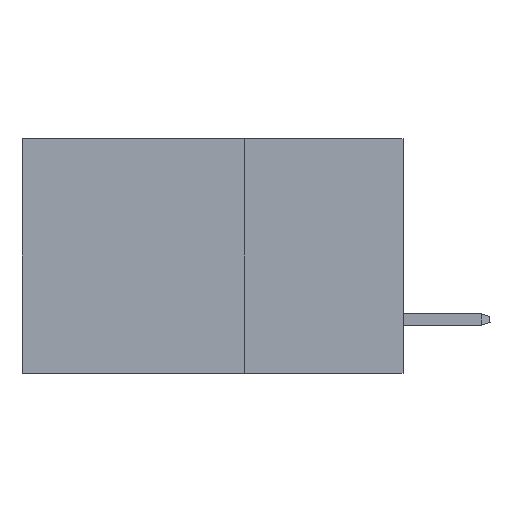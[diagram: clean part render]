
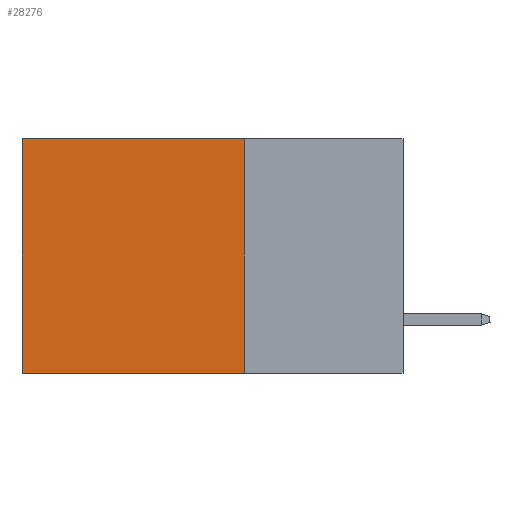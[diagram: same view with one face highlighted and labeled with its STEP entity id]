
A CAD part, left-side view. The second image highlights one B-rep face of the part: STEP entity #28276.
In plain terms, the highlighted planar face has unit normal (-1, 0, 0).
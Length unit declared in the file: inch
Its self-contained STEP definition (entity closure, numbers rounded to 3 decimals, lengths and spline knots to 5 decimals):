
#260 = DIRECTION ( 'NONE',  ( 0., 0., -1. ) ) ;
#803 = LINE ( 'NONE', #23938, #5138 ) ;
#1741 = DIRECTION ( 'NONE',  ( 1., 0., 0. ) ) ;
#1983 = VERTEX_POINT ( 'NONE', #31704 ) ;
#2115 = ORIENTED_EDGE ( 'NONE', *, *, #29139, .F. ) ;
#2657 = DIRECTION ( 'NONE',  ( 0., 1., 0. ) ) ;
#2763 = ORIENTED_EDGE ( 'NONE', *, *, #11809, .T. ) ;
#3375 = EDGE_CURVE ( 'NONE', #36297, #12664, #803, .T. ) ;
#3692 = DIRECTION ( 'NONE',  ( 0., 1., 0. ) ) ;
#4514 = PLANE ( 'NONE',  #29096 ) ;
#5138 = VECTOR ( 'NONE', #11867, 39.37008 ) ;
#7054 = VECTOR ( 'NONE', #2657, 39.37008 ) ;
#8196 = LINE ( 'NONE', #16168, #7054 ) ;
#9046 = ORIENTED_EDGE ( 'NONE', *, *, #3375, .F. ) ;
#9873 = DIRECTION ( 'NONE',  ( 0., 0., -1. ) ) ;
#11663 = EDGE_CURVE ( 'NONE', #36297, #30414, #8196, .T. ) ;
#11809 = EDGE_CURVE ( 'NONE', #30414, #1983, #26872, .T. ) ;
#11867 = DIRECTION ( 'NONE',  ( 0., 0., -1. ) ) ;
#12000 = CARTESIAN_POINT ( 'NONE',  ( 0.2875, 0.25, -0.37 ) ) ;
#12360 = CARTESIAN_POINT ( 'NONE',  ( 0.2875, 0.6, 0. ) ) ;
#12664 = VERTEX_POINT ( 'NONE', #26605 ) ;
#16168 = CARTESIAN_POINT ( 'NONE',  ( 0.2875, 0.25, 0. ) ) ;
#19869 = CARTESIAN_POINT ( 'NONE',  ( 0.2875, 0.6, 0. ) ) ;
#20920 = LINE ( 'NONE', #12000, #32684 ) ;
#23938 = CARTESIAN_POINT ( 'NONE',  ( 0.2875, 0.25, 0. ) ) ;
#24915 = ORIENTED_EDGE ( 'NONE', *, *, #11663, .T. ) ;
#26605 = CARTESIAN_POINT ( 'NONE',  ( 0.2875, 0.25, -0.37 ) ) ;
#26780 = FACE_OUTER_BOUND ( 'NONE', #29212, .T. ) ;
#26872 = LINE ( 'NONE', #19869, #28959 ) ;
#27138 = CARTESIAN_POINT ( 'NONE',  ( 0.2875, 0.25, 0. ) ) ;
#28276 = ADVANCED_FACE ( 'NONE', ( #26780 ), #4514, .F. ) ;
#28959 = VECTOR ( 'NONE', #260, 39.37008 ) ;
#29096 = AXIS2_PLACEMENT_3D ( 'NONE', #27138, #1741, #9873 ) ;
#29139 = EDGE_CURVE ( 'NONE', #12664, #1983, #20920, .T. ) ;
#29212 = EDGE_LOOP ( 'NONE', ( #2763, #2115, #9046, #24915 ) ) ;
#30414 = VERTEX_POINT ( 'NONE', #12360 ) ;
#31704 = CARTESIAN_POINT ( 'NONE',  ( 0.2875, 0.6, -0.37 ) ) ;
#32684 = VECTOR ( 'NONE', #3692, 39.37008 ) ;
#34755 = CARTESIAN_POINT ( 'NONE',  ( 0.2875, 0.25, 0. ) ) ;
#36297 = VERTEX_POINT ( 'NONE', #34755 ) ;
